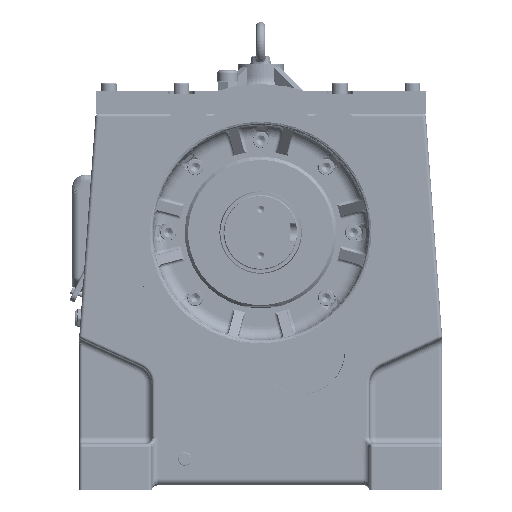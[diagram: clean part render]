
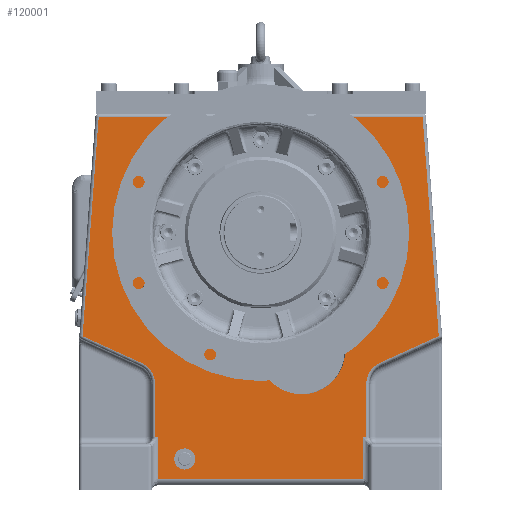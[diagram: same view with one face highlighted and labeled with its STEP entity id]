
A CAD part, front view. The second image highlights one B-rep face of the part: STEP entity #120001.
In plain terms, the highlighted planar face has unit normal (0, -1, 0).
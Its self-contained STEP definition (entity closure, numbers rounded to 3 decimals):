
#7474=PLANE('',#165295);
#15408=LINE('',#255462,#23761);
#15414=LINE('',#255498,#23767);
#15415=LINE('',#255501,#23768);
#15416=LINE('',#255503,#23769);
#15417=LINE('',#255505,#23770);
#15418=LINE('',#255507,#23771);
#15419=LINE('',#255511,#23772);
#15420=LINE('',#255513,#23773);
#15421=LINE('',#255514,#23774);
#15422=LINE('',#255516,#23775);
#15423=LINE('',#255520,#23776);
#15424=LINE('',#255522,#23777);
#15425=LINE('',#255526,#23778);
#15426=LINE('',#255530,#23779);
#23761=VECTOR('',#195841,1000.);
#23767=VECTOR('',#195893,1000.);
#23768=VECTOR('',#195894,1000.);
#23769=VECTOR('',#195895,1000.);
#23770=VECTOR('',#195896,1000.);
#23771=VECTOR('',#195897,1000.);
#23772=VECTOR('',#195900,1000.);
#23773=VECTOR('',#195901,1000.);
#23774=VECTOR('',#195902,1000.);
#23775=VECTOR('',#195903,1000.);
#23776=VECTOR('',#195906,1000.);
#23777=VECTOR('',#195907,1000.);
#23778=VECTOR('',#195910,1000.);
#23779=VECTOR('',#195913,1000.);
#55267=ORIENTED_EDGE('',*,*,#75302,.F.);
#55268=ORIENTED_EDGE('',*,*,#75303,.T.);
#55269=ORIENTED_EDGE('',*,*,#75304,.T.);
#55270=ORIENTED_EDGE('',*,*,#75305,.T.);
#55271=ORIENTED_EDGE('',*,*,#75306,.T.);
#55272=ORIENTED_EDGE('',*,*,#75307,.T.);
#55273=ORIENTED_EDGE('',*,*,#75308,.T.);
#55274=ORIENTED_EDGE('',*,*,#75309,.T.);
#55275=ORIENTED_EDGE('',*,*,#75310,.T.);
#55276=ORIENTED_EDGE('',*,*,#75285,.T.);
#55277=ORIENTED_EDGE('',*,*,#75311,.T.);
#55278=ORIENTED_EDGE('',*,*,#75312,.T.);
#55279=ORIENTED_EDGE('',*,*,#75313,.T.);
#55280=ORIENTED_EDGE('',*,*,#75314,.T.);
#55281=ORIENTED_EDGE('',*,*,#75315,.T.);
#55282=ORIENTED_EDGE('',*,*,#75316,.T.);
#55283=ORIENTED_EDGE('',*,*,#75317,.T.);
#55284=ORIENTED_EDGE('',*,*,#75318,.T.);
#55285=ORIENTED_EDGE('',*,*,#75319,.T.);
#55286=ORIENTED_EDGE('',*,*,#75301,.T.);
#75285=EDGE_CURVE('',#87323,#87324,#15408,.T.);
#75301=EDGE_CURVE('',#87330,#87330,#93973,.T.);
#75302=EDGE_CURVE('',#87331,#87331,#93974,.T.);
#75303=EDGE_CURVE('',#87332,#87333,#15414,.T.);
#75304=EDGE_CURVE('',#87333,#87334,#15415,.T.);
#75305=EDGE_CURVE('',#87334,#87335,#15416,.T.);
#75306=EDGE_CURVE('',#87335,#87336,#15417,.F.);
#75307=EDGE_CURVE('',#87336,#87337,#15418,.F.);
#75308=EDGE_CURVE('',#87337,#87338,#93975,.F.);
#75309=EDGE_CURVE('',#87338,#87339,#15419,.F.);
#75310=EDGE_CURVE('',#87339,#87323,#15420,.T.);
#75311=EDGE_CURVE('',#87324,#87340,#15421,.T.);
#75312=EDGE_CURVE('',#87340,#87341,#15422,.F.);
#75313=EDGE_CURVE('',#87341,#87342,#93976,.F.);
#75314=EDGE_CURVE('',#87342,#87343,#15423,.F.);
#75315=EDGE_CURVE('',#87343,#87332,#15424,.F.);
#75316=EDGE_CURVE('',#87344,#87345,#93977,.T.);
#75317=EDGE_CURVE('',#87345,#87346,#15425,.T.);
#75318=EDGE_CURVE('',#87346,#87347,#93978,.F.);
#75319=EDGE_CURVE('',#87347,#87344,#15426,.T.);
#87323=VERTEX_POINT('',#255459);
#87324=VERTEX_POINT('',#255461);
#87330=VERTEX_POINT('',#255494);
#87331=VERTEX_POINT('',#255497);
#87332=VERTEX_POINT('',#255499);
#87333=VERTEX_POINT('',#255500);
#87334=VERTEX_POINT('',#255502);
#87335=VERTEX_POINT('',#255504);
#87336=VERTEX_POINT('',#255506);
#87337=VERTEX_POINT('',#255508);
#87338=VERTEX_POINT('',#255510);
#87339=VERTEX_POINT('',#255512);
#87340=VERTEX_POINT('',#255515);
#87341=VERTEX_POINT('',#255517);
#87342=VERTEX_POINT('',#255519);
#87343=VERTEX_POINT('',#255521);
#87344=VERTEX_POINT('',#255524);
#87345=VERTEX_POINT('',#255525);
#87346=VERTEX_POINT('',#255527);
#87347=VERTEX_POINT('',#255529);
#93973=CIRCLE('',#165294,65.536);
#93974=CIRCLE('',#165296,16.);
#93975=CIRCLE('',#165297,35.);
#93976=CIRCLE('',#165298,35.);
#93977=CIRCLE('',#165299,70.);
#93978=CIRCLE('',#165300,170.66);
#101514=EDGE_LOOP('',(#55267));
#101515=EDGE_LOOP('',(#55268,#55269,#55270,#55271,#55272,#55273,#55274,
#55275,#55276,#55277,#55278,#55279,#55280,#55281));
#101516=EDGE_LOOP('',(#55282,#55283,#55284,#55285));
#101517=EDGE_LOOP('',(#55286));
#109833=FACE_BOUND('',#101514,.T.);
#109834=FACE_BOUND('',#101515,.T.);
#109835=FACE_BOUND('',#101516,.T.);
#109836=FACE_BOUND('',#101517,.T.);
#120001=ADVANCED_FACE('',(#109833,#109834,#109835,#109836),#7474,.T.);
#165294=AXIS2_PLACEMENT_3D('',#255493,#195887,#195888);
#165295=AXIS2_PLACEMENT_3D('',#255495,#195889,#195890);
#165296=AXIS2_PLACEMENT_3D('',#255496,#195891,#195892);
#165297=AXIS2_PLACEMENT_3D('',#255509,#195898,#195899);
#165298=AXIS2_PLACEMENT_3D('',#255518,#195904,#195905);
#165299=AXIS2_PLACEMENT_3D('',#255523,#195908,#195909);
#165300=AXIS2_PLACEMENT_3D('',#255528,#195911,#195912);
#195841=DIRECTION('',(-1.,0.,0.));
#195887=DIRECTION('',(0.,1.,0.));
#195888=DIRECTION('',(0.,0.,-1.));
#195889=DIRECTION('',(0.,-1.,0.));
#195890=DIRECTION('',(0.,0.,1.));
#195891=DIRECTION('',(0.,-1.,0.));
#195892=DIRECTION('',(1.,0.,0.));
#195893=DIRECTION('',(0.,0.,-1.));
#195894=DIRECTION('',(1.,0.,0.));
#195895=DIRECTION('',(0.,0.,1.));
#195896=DIRECTION('',(-1.,0.,0.));
#195897=DIRECTION('',(0.,0.,-1.));
#195898=DIRECTION('',(0.,-1.,0.));
#195899=DIRECTION('',(0.,0.,1.));
#195900=DIRECTION('',(-0.91,0.,-0.414));
#195901=DIRECTION('',(-0.073,0.,0.997));
#195902=DIRECTION('',(-0.073,0.,-0.997));
#195903=DIRECTION('',(-0.91,0.,0.414));
#195904=DIRECTION('',(0.,-1.,0.));
#195905=DIRECTION('',(0.,0.,1.));
#195906=DIRECTION('',(0.,0.,1.));
#195907=DIRECTION('',(-1.,0.,0.));
#195908=DIRECTION('',(0.,-1.,0.));
#195909=DIRECTION('',(0.,0.,1.));
#195910=DIRECTION('',(-1.,0.,0.));
#195911=DIRECTION('',(0.,-1.,0.));
#195912=DIRECTION('',(0.,0.,1.));
#195913=DIRECTION('',(-1.,0.,0.));
#255459=CARTESIAN_POINT('',(245.354,-380.,175.));
#255461=CARTESIAN_POINT('',(-245.354,-380.,175.));
#255462=CARTESIAN_POINT('',(-250.,-380.,175.));
#255493=CARTESIAN_POINT('',(62.32,-380.,-179.485));
#255494=CARTESIAN_POINT('',(62.32,-380.,-245.021));
#255495=CARTESIAN_POINT('',(0.,-380.,0.));
#255496=CARTESIAN_POINT('',(-115.,-380.,-343.));
#255497=CARTESIAN_POINT('',(-99.,-380.,-343.));
#255498=CARTESIAN_POINT('',(-155.,-380.,0.));
#255499=CARTESIAN_POINT('',(-155.,-380.,-310.));
#255500=CARTESIAN_POINT('',(-155.,-380.,-373.));
#255501=CARTESIAN_POINT('',(155.,-380.,-373.));
#255502=CARTESIAN_POINT('',(155.,-380.,-373.));
#255503=CARTESIAN_POINT('',(155.,-380.,0.));
#255504=CARTESIAN_POINT('',(155.,-380.,-310.));
#255505=CARTESIAN_POINT('',(0.,-380.,-310.));
#255506=CARTESIAN_POINT('',(160.,-380.,-310.));
#255507=CARTESIAN_POINT('',(160.,-380.,-229.317));
#255508=CARTESIAN_POINT('',(160.,-380.,-229.317));
#255509=CARTESIAN_POINT('',(195.,-380.,-229.317));
#255510=CARTESIAN_POINT('',(180.517,-380.,-197.455));
#255511=CARTESIAN_POINT('',(272.931,-380.,-155.448));
#255512=CARTESIAN_POINT('',(269.758,-380.,-156.89));
#255513=CARTESIAN_POINT('',(245.013,-380.,179.633));
#255514=CARTESIAN_POINT('',(-270.013,-380.,-160.367));
#255515=CARTESIAN_POINT('',(-269.758,-380.,-156.89));
#255516=CARTESIAN_POINT('',(-180.517,-380.,-197.455));
#255517=CARTESIAN_POINT('',(-180.517,-380.,-197.455));
#255518=CARTESIAN_POINT('',(-195.,-380.,-229.317));
#255519=CARTESIAN_POINT('',(-160.,-380.,-229.317));
#255520=CARTESIAN_POINT('',(-160.,-380.,-310.));
#255521=CARTESIAN_POINT('',(-160.,-380.,-310.));
#255522=CARTESIAN_POINT('',(0.,-380.,-310.));
#255523=CARTESIAN_POINT('',(62.32,-380.,-179.485));
#255524=CARTESIAN_POINT('',(100.263,-380.,-120.66));
#255525=CARTESIAN_POINT('',(22.377,-380.,-122.));
#255526=CARTESIAN_POINT('',(0.,-380.,-122.));
#255527=CARTESIAN_POINT('',(-119.335,-380.,-122.));
#255528=CARTESIAN_POINT('',(0.,-380.,0.));
#255529=CARTESIAN_POINT('',(120.69,-380.,-120.66));
#255530=CARTESIAN_POINT('',(95.043,-380.,-120.66));
